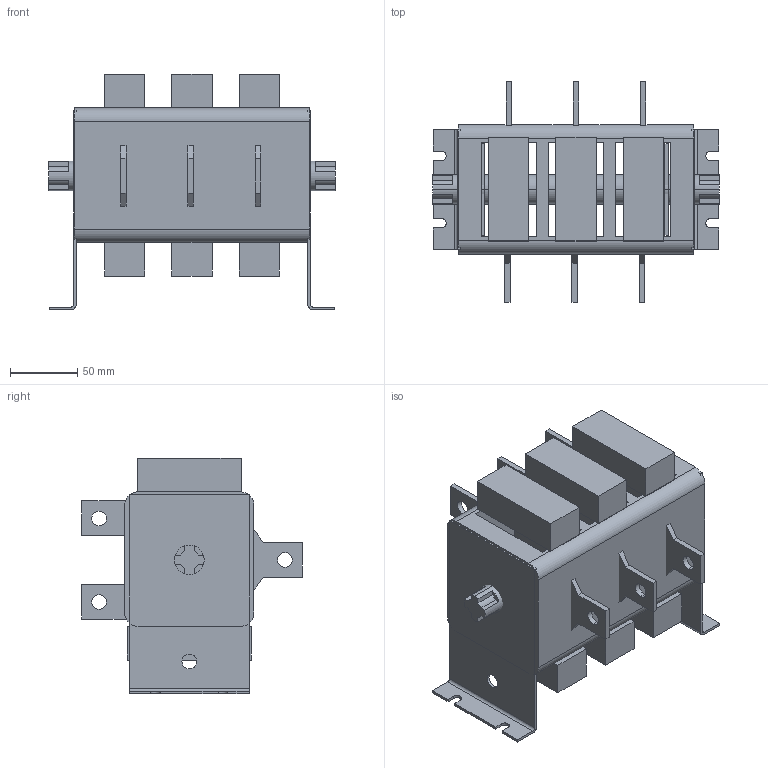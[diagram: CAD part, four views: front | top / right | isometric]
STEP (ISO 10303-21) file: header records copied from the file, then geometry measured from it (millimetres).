
FILE_DESCRIPTION (( 'STEP AP214' ), '1' );
FILE_NAME ('Âûêëþ÷àòåëü-ðàçúåäèíèòåëü ÂÐÓ32Ó_2íàïð_400À.STEP', '2018-06-22T08:29:54', ( '' ), ( '' ), 'SwSTEP 2.0', 'SolidWorks 2017', '' );
FILE_SCHEMA (( 'AUTOMOTIVE_DESIGN' ));
Length unit declared in the file: millimetre
Products named in the file (1): Âûêëþ÷àòåëü-ðàçúåäèíèòåëü ÂÐÓ32Ó_2íàïð_400À
Bounding box: 213 x 164 x 175 mm (x, y, z)
Volume: 1381033.3 mm3; surface area: 319501.5 mm2
Topology: 19 solids, 19 shells, 250 faces, 636 edges, 424 vertices
Faces by surface type: plane 204, cylinder 46
Entity records: 9182 total; most frequent: CARTESIAN_POINT 1311, ORIENTED_EDGE 1272, DIRECTION 1258, EDGE_CURVE 636, VECTOR 516, LINE 516, VERTEX_POINT 424, AXIS2_PLACEMENT_3D 371
